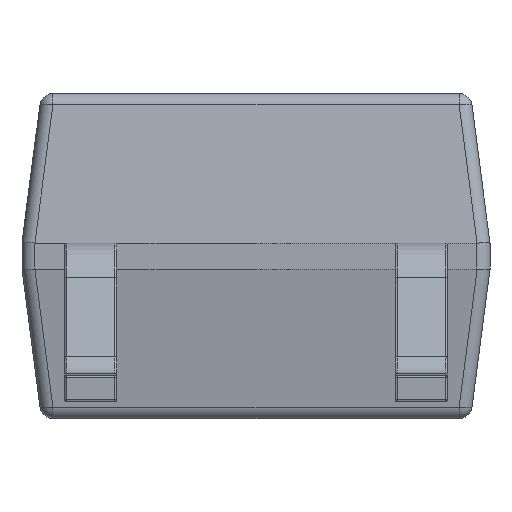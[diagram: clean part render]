
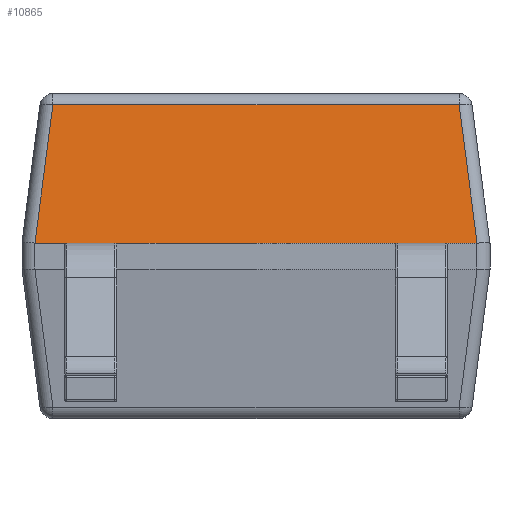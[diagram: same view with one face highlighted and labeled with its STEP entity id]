
A CAD part, left-side view. The second image highlights one B-rep face of the part: STEP entity #10865.
In plain terms, the highlighted planar face has unit normal (-0.992, 0, 0.129).
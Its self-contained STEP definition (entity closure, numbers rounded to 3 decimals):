
#254 = VERTEX_POINT ( 'NONE', #21621 ) ;
#333 = CARTESIAN_POINT ( 'NONE',  ( -2.2, -1.7, 1.45 ) ) ;
#982 = DIRECTION ( 'NONE',  ( -0.128, 0.128, -0.983 ) ) ;
#1079 = VECTOR ( 'NONE', #5211, 1000. ) ;
#1324 = VERTEX_POINT ( 'NONE', #7960 ) ;
#1725 = VECTOR ( 'NONE', #30945, 1000. ) ;
#2404 =( BOUNDED_CURVE ( )  B_SPLINE_CURVE ( 3, ( #13040, #333, #20754, #15651 ),
 .UNSPECIFIED., .F., .F. ) 
 B_SPLINE_CURVE_WITH_KNOTS ( ( 4, 4 ),
 ( 0., 0.008 ),
 .UNSPECIFIED. ) 
 CURVE ( )  GEOMETRIC_REPRESENTATION_ITEM ( )  RATIONAL_B_SPLINE_CURVE ( ( 1., 1., 1., 1. ) ) 
 REPRESENTATION_ITEM ( '' )  );
#4097 = LINE ( 'NONE', #23668, #18086 ) ;
#4125 = EDGE_CURVE ( 'NONE', #10211, #17893, #12602, .T. ) ;
#4206 = DIRECTION ( 'NONE',  ( 0., 1., 0. ) ) ;
#5211 = DIRECTION ( 'NONE',  ( 0.128, 0.128, 0.983 ) ) ;
#6799 =( BOUNDED_CURVE ( )  B_SPLINE_CURVE ( 3, ( #9933, #14743, #17642, #27624 ),
 .UNSPECIFIED., .F., .T. ) 
 B_SPLINE_CURVE_WITH_KNOTS ( ( 4, 4 ),
 ( 6.275, 6.283 ),
 .UNSPECIFIED. ) 
 CURVE ( )  GEOMETRIC_REPRESENTATION_ITEM ( )  RATIONAL_B_SPLINE_CURVE ( ( 1., 1., 1., 1. ) ) 
 REPRESENTATION_ITEM ( '' )  );
#7960 = CARTESIAN_POINT ( 'NONE',  ( -2.2, 1.701, 1.45 ) ) ;
#9933 = CARTESIAN_POINT ( 'NONE',  ( -2.2, 1.701, 1.45 ) ) ;
#10211 = VERTEX_POINT ( 'NONE', #16311 ) ;
#10423 = VECTOR ( 'NONE', #20285, 1000. ) ;
#10676 = LINE ( 'NONE', #17872, #1079 ) ;
#10865 = ADVANCED_FACE ( 'NONE', ( #18872 ), #31027, .T. ) ;
#11000 = ORIENTED_EDGE ( 'NONE', *, *, #29300, .T. ) ;
#11125 = VERTEX_POINT ( 'NONE', #23533 ) ;
#12137 = CARTESIAN_POINT ( 'NONE',  ( -2.061, 1.562, 2.513 ) ) ;
#12466 = VERTEX_POINT ( 'NONE', #12137 ) ;
#12602 = LINE ( 'NONE', #19212, #10423 ) ;
#13040 = CARTESIAN_POINT ( 'NONE',  ( -2.2, -1.7, 1.45 ) ) ;
#13249 = ORIENTED_EDGE ( 'NONE', *, *, #22666, .T. ) ;
#14743 = CARTESIAN_POINT ( 'NONE',  ( -2.2, 1.701, 1.45 ) ) ;
#15651 = CARTESIAN_POINT ( 'NONE',  ( -2.2, -1.701, 1.45 ) ) ;
#16311 = CARTESIAN_POINT ( 'NONE',  ( -2.2, -1.7, 1.45 ) ) ;
#16932 = AXIS2_PLACEMENT_3D ( 'NONE', #24599, #29050, #4206 ) ;
#16936 = ORIENTED_EDGE ( 'NONE', *, *, #25705, .T. ) ;
#17642 = CARTESIAN_POINT ( 'NONE',  ( -2.2, 1.7, 1.45 ) ) ;
#17834 = EDGE_CURVE ( 'NONE', #254, #11125, #10676, .T. ) ;
#17872 = CARTESIAN_POINT ( 'NONE',  ( -2.024, -1.525, 2.796 ) ) ;
#17893 = VERTEX_POINT ( 'NONE', #19831 ) ;
#18086 = VECTOR ( 'NONE', #982, 1000. ) ;
#18865 = EDGE_CURVE ( 'NONE', #1324, #17893, #6799, .T. ) ;
#18872 = FACE_OUTER_BOUND ( 'NONE', #28265, .T. ) ;
#19212 = CARTESIAN_POINT ( 'NONE',  ( -2.2, 1.8, 1.45 ) ) ;
#19654 = ORIENTED_EDGE ( 'NONE', *, *, #17834, .T. ) ;
#19831 = CARTESIAN_POINT ( 'NONE',  ( -2.2, 1.7, 1.45 ) ) ;
#20285 = DIRECTION ( 'NONE',  ( 0., 1., 0. ) ) ;
#20754 = CARTESIAN_POINT ( 'NONE',  ( -2.2, -1.701, 1.45 ) ) ;
#20923 = CARTESIAN_POINT ( 'NONE',  ( -2.061, 0., 2.513 ) ) ;
#21621 = CARTESIAN_POINT ( 'NONE',  ( -2.2, -1.701, 1.45 ) ) ;
#22666 = EDGE_CURVE ( 'NONE', #11125, #12466, #25838, .T. ) ;
#23533 = CARTESIAN_POINT ( 'NONE',  ( -2.061, -1.562, 2.513 ) ) ;
#23668 = CARTESIAN_POINT ( 'NONE',  ( -2.024, 1.525, 2.796 ) ) ;
#24599 = CARTESIAN_POINT ( 'NONE',  ( -2.05, 0., 2.6 ) ) ;
#25705 = EDGE_CURVE ( 'NONE', #12466, #1324, #4097, .T. ) ;
#25838 = LINE ( 'NONE', #20923, #1725 ) ;
#26737 = ORIENTED_EDGE ( 'NONE', *, *, #4125, .F. ) ;
#26791 = ORIENTED_EDGE ( 'NONE', *, *, #18865, .T. ) ;
#27624 = CARTESIAN_POINT ( 'NONE',  ( -2.2, 1.7, 1.45 ) ) ;
#28265 = EDGE_LOOP ( 'NONE', ( #16936, #26791, #26737, #11000, #19654, #13249 ) ) ;
#29050 = DIRECTION ( 'NONE',  ( -0.992, 0., 0.129 ) ) ;
#29300 = EDGE_CURVE ( 'NONE', #10211, #254, #2404, .T. ) ;
#30945 = DIRECTION ( 'NONE',  ( 0., 1., 0. ) ) ;
#31027 = PLANE ( 'NONE',  #16932 ) ;
